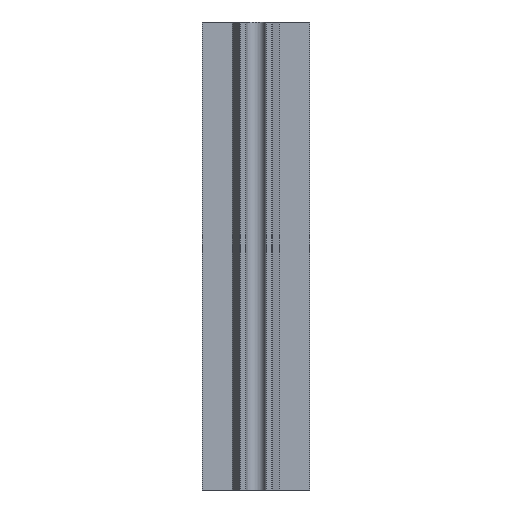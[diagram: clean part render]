
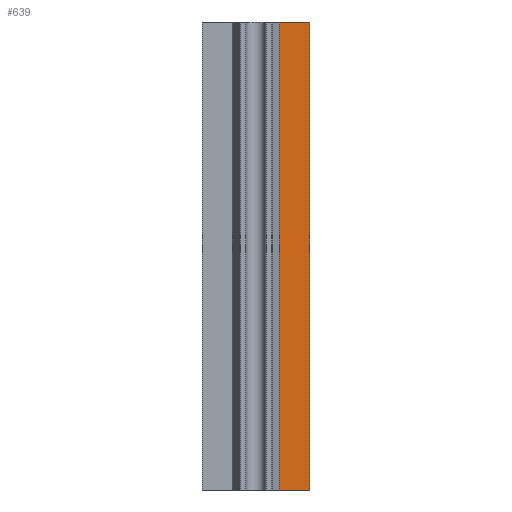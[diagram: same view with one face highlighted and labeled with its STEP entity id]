
A CAD part, front view. The second image highlights one B-rep face of the part: STEP entity #639.
In plain terms, the highlighted planar face has unit normal (0, -1, 0).
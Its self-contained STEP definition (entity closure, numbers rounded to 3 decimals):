
#35=FACE_OUTER_BOUND('',#69,.T.);
#69=EDGE_LOOP('',(#473,#474,#475,#476));
#99=LINE('',#959,#167);
#122=LINE('',#1030,#190);
#123=LINE('',#1033,#191);
#124=LINE('',#1034,#192);
#167=VECTOR('',#763,10.);
#190=VECTOR('',#822,10.);
#191=VECTOR('',#825,10.);
#192=VECTOR('',#826,10.);
#267=VERTEX_POINT('',#956);
#268=VERTEX_POINT('',#958);
#298=VERTEX_POINT('',#1028);
#299=VERTEX_POINT('',#1032);
#331=EDGE_CURVE('',#267,#268,#99,.T.);
#367=EDGE_CURVE('',#267,#298,#122,.T.);
#368=EDGE_CURVE('',#299,#298,#123,.T.);
#369=EDGE_CURVE('',#268,#299,#124,.T.);
#473=ORIENTED_EDGE('',*,*,#367,.T.);
#474=ORIENTED_EDGE('',*,*,#368,.F.);
#475=ORIENTED_EDGE('',*,*,#369,.F.);
#476=ORIENTED_EDGE('',*,*,#331,.F.);
#616=PLANE('',#710);
#639=ADVANCED_FACE('',(#35),#616,.T.);
#710=AXIS2_PLACEMENT_3D('',#1031,#823,#824);
#763=DIRECTION('',(-1.,0.,0.));
#822=DIRECTION('',(0.,0.,1.));
#823=DIRECTION('center_axis',(0.,-1.,0.));
#824=DIRECTION('ref_axis',(1.,0.,0.));
#825=DIRECTION('',(1.,0.,0.));
#826=DIRECTION('',(0.,0.,1.));
#956=CARTESIAN_POINT('',(11.522,0.,-50.));
#958=CARTESIAN_POINT('',(4.255,0.,-50.));
#959=CARTESIAN_POINT('',(4.255,0.,-50.));
#1028=CARTESIAN_POINT('',(11.522,0.,50.));
#1030=CARTESIAN_POINT('',(11.522,0.,0.));
#1031=CARTESIAN_POINT('Origin',(4.255,0.,0.));
#1032=CARTESIAN_POINT('',(4.255,0.,50.));
#1033=CARTESIAN_POINT('',(4.255,0.,50.));
#1034=CARTESIAN_POINT('',(4.255,0.,0.));
